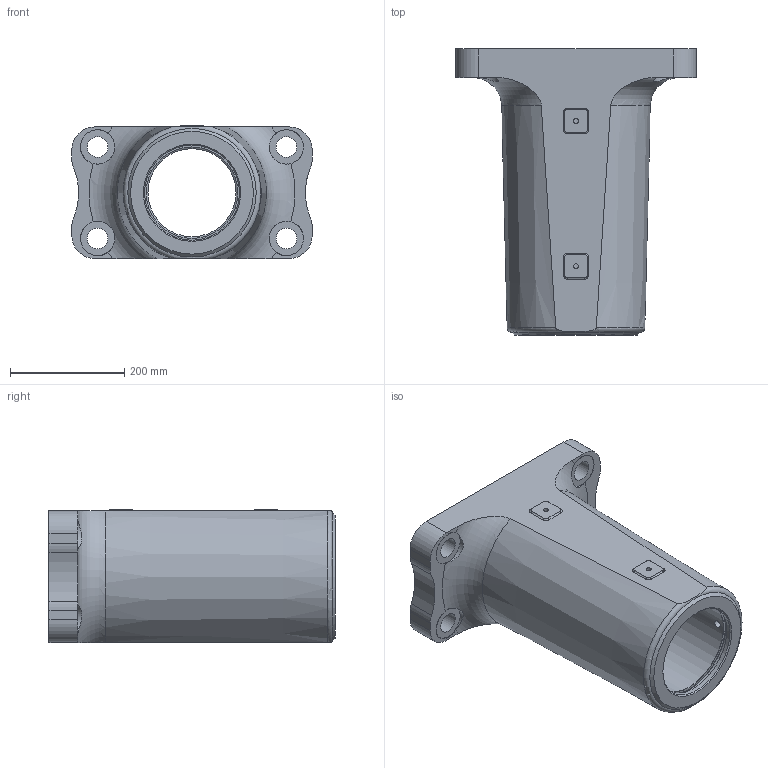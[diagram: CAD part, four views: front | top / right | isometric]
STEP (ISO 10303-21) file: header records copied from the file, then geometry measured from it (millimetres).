
FILE_DESCRIPTION (( 'STEP AP203' ), '1' );
FILE_NAME ('452B04S02-½Ä±ì.STEP', '2023-09-28T05:43:53', ( '' ), ( '' ), 'SwSTEP 2.0', 'SolidWorks 2018', '' );
FILE_SCHEMA (( 'CONFIG_CONTROL_DESIGN' ));
Length unit declared in the file: millimetre
Products named in the file (1): 452B04S02-衝桿
Bounding box: 420 x 500 x 232.5 mm (x, y, z)
Volume: 15749009.3 mm3; surface area: 830767.1 mm2
Topology: 1 solids, 1 shells, 86 faces, 229 edges, 151 vertices
Faces by surface type: cylinder 36, plane 20, torus 16, cone 14
Full cylindrical faces by diameter (mm): 8.5 x1, 8.8 x2, 13 x2, 36 x4, 60 x4, 154 x1, 166 x1, 170 x2, 180 x1
Entity records: 3431 total; most frequent: CARTESIAN_POINT 1373, DIRECTION 438, ORIENTED_EDGE 350, AXIS2_PLACEMENT_3D 196, EDGE_CURVE 175, EDGE_LOOP 146, VERTEX_POINT 133, FACE_OUTER_BOUND 110
